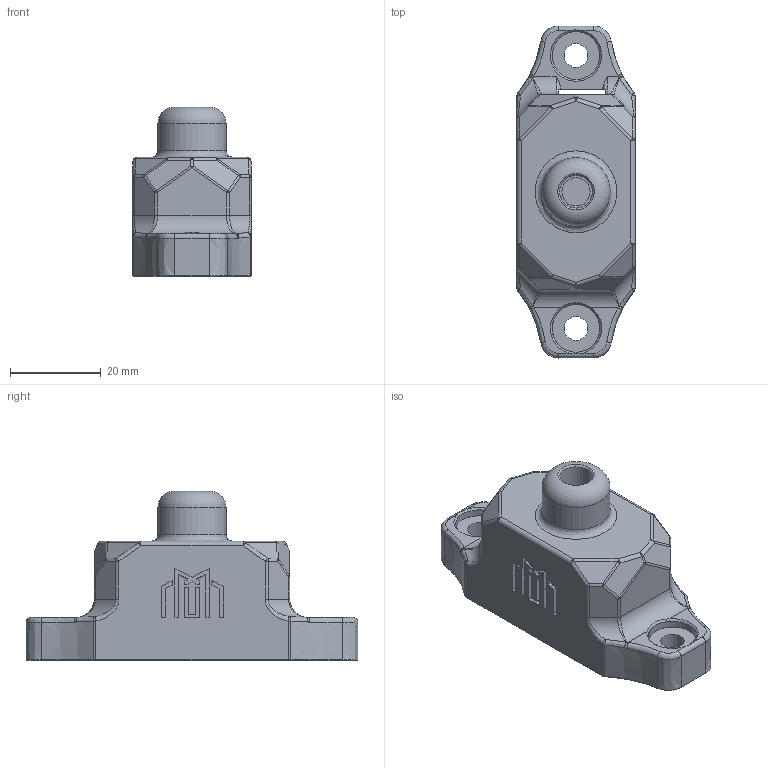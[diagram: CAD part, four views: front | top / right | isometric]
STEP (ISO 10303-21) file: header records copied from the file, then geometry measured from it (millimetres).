
FILE_DESCRIPTION(/* description */ (''),/* implementation_level */ '2;1');
FILE_NAME(/* name */ 'LDO Toolsetter v3.step',/* time_stamp */ '2024-02-10T14:02:43-05:00',/* author */ (''),/* organization */ (''),/* preprocessor_version */ 'ST-DEVELOPER v20',/* originating_system */ 'Autodesk Translation Framework v12.20.1.177',/* authorisation */ '');
FILE_SCHEMA (('AUTOMOTIVE_DESIGN { 1 0 10303 214 3 1 1 }'));
Length unit declared in the file: millimetre
Products named in the file (2): LDO Toolsetter; Housing (1)
Assembly tree (1 placements, depth 2):
  LDO Toolsetter
    Housing (1)
Bounding box: 26 x 73 x 37.25 mm (x, y, z)
Volume: 28753.3 mm3; surface area: 11652.4 mm2
Topology: 2 solids, 2 shells, 396 faces, 981 edges, 599 vertices
Faces by surface type: plane 184, bspline 85, cylinder 78, sphere 32, cone 16, torus 1
Full cylindrical faces by diameter (mm): 1.6 x2, 1.7 x2, 5.2 x2, 6.2 x1, 7.2 x1, 8 x1, 10.5 x2, 15 x1
Entity records: 13630 total; most frequent: CARTESIAN_POINT 4535, ORIENTED_EDGE 1958, DIRECTION 1731, EDGE_CURVE 979, LINE 607, VECTOR 607, VERTEX_POINT 599, AXIS2_PLACEMENT_3D 562
